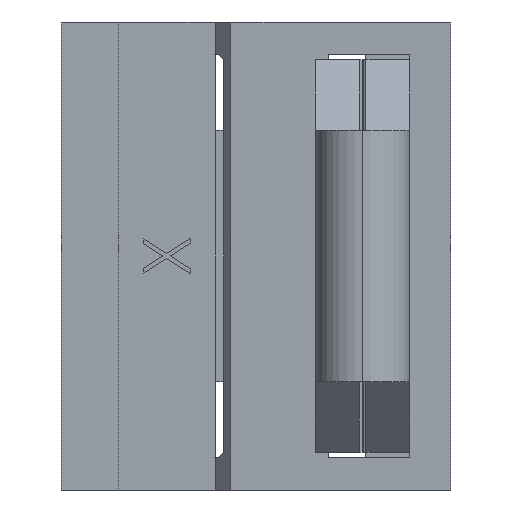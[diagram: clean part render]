
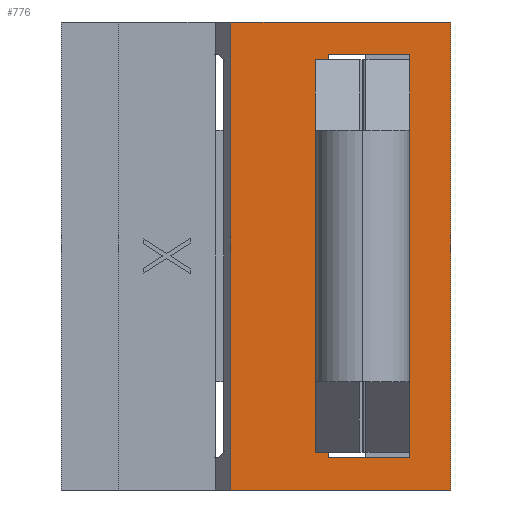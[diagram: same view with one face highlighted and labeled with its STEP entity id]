
A CAD part, left-side view. The second image highlights one B-rep face of the part: STEP entity #776.
In plain terms, the highlighted planar face has unit normal (-1, 0, 0).
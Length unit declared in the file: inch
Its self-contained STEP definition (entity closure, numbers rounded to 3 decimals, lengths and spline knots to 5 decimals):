
#8 = AXIS2_PLACEMENT_3D ( 'NONE', #2198, #2061, #2050 ) ;
#227 = EDGE_LOOP ( 'NONE', ( #3563, #1137, #542, #1203 ) ) ;
#235 = ORIENTED_EDGE ( 'NONE', *, *, #4485, .F. ) ;
#291 = LINE ( 'NONE', #5957, #3220 ) ;
#424 = VERTEX_POINT ( 'NONE', #4623 ) ;
#466 = CARTESIAN_POINT ( 'NONE',  ( 0., 0.14, 0.149 ) ) ;
#542 = ORIENTED_EDGE ( 'NONE', *, *, #3599, .T. ) ;
#613 = VERTEX_POINT ( 'NONE', #2413 ) ;
#625 = CARTESIAN_POINT ( 'NONE',  ( 0., 0.078, 0.128 ) ) ;
#776 = ADVANCED_FACE ( 'NONE', ( #872, #3668 ), #2390, .F. ) ;
#872 = FACE_OUTER_BOUND ( 'NONE', #227, .T. ) ;
#907 = EDGE_CURVE ( 'NONE', #2850, #5092, #291, .T. ) ;
#1099 = DIRECTION ( 'NONE',  ( 0., -1., 0. ) ) ;
#1137 = ORIENTED_EDGE ( 'NONE', *, *, #907, .F. ) ;
#1151 = VECTOR ( 'NONE', #1099, 39.37008 ) ;
#1184 = ORIENTED_EDGE ( 'NONE', *, *, #5471, .F. ) ;
#1203 = ORIENTED_EDGE ( 'NONE', *, *, #3463, .F. ) ;
#1281 = ORIENTED_EDGE ( 'NONE', *, *, #1323, .T. ) ;
#1301 = ORIENTED_EDGE ( 'NONE', *, *, #1738, .T. ) ;
#1323 = EDGE_CURVE ( 'NONE', #4035, #613, #2498, .T. ) ;
#1738 = EDGE_CURVE ( 'NONE', #5440, #4035, #5260, .T. ) ;
#1775 = CARTESIAN_POINT ( 'NONE',  ( 0., 0.14, -0.149 ) ) ;
#1782 = CARTESIAN_POINT ( 'NONE',  ( 0., 0., 0.149 ) ) ;
#1794 = DIRECTION ( 'NONE',  ( 0., 0., -1. ) ) ;
#2007 = VECTOR ( 'NONE', #2570, 39.37008 ) ;
#2027 = VECTOR ( 'NONE', #1794, 39.37008 ) ;
#2049 = VERTEX_POINT ( 'NONE', #6294 ) ;
#2050 = DIRECTION ( 'NONE',  ( 0., 0., -1. ) ) ;
#2061 = DIRECTION ( 'NONE',  ( 1., 0., 0. ) ) ;
#2198 = CARTESIAN_POINT ( 'NONE',  ( 0., 0.15, 0.149 ) ) ;
#2390 = PLANE ( 'NONE',  #8 ) ;
#2413 = CARTESIAN_POINT ( 'NONE',  ( 0., 0.026, 0.128 ) ) ;
#2498 = LINE ( 'NONE', #3450, #6069 ) ;
#2570 = DIRECTION ( 'NONE',  ( 0., -1., 0. ) ) ;
#2850 = VERTEX_POINT ( 'NONE', #1775 ) ;
#3220 = VECTOR ( 'NONE', #6253, 39.37008 ) ;
#3298 = DIRECTION ( 'NONE',  ( 0., -1., 0. ) ) ;
#3401 = DIRECTION ( 'NONE',  ( 0., 0., 1. ) ) ;
#3450 = CARTESIAN_POINT ( 'NONE',  ( 0., 0.078, 0.128 ) ) ;
#3463 = EDGE_CURVE ( 'NONE', #424, #5383, #5936, .T. ) ;
#3563 = ORIENTED_EDGE ( 'NONE', *, *, #4240, .F. ) ;
#3599 = EDGE_CURVE ( 'NONE', #2850, #5383, #3729, .T. ) ;
#3656 = VECTOR ( 'NONE', #3401, 39.37008 ) ;
#3668 = FACE_BOUND ( 'NONE', #3918, .T. ) ;
#3729 = LINE ( 'NONE', #4780, #6001 ) ;
#3794 = LINE ( 'NONE', #6124, #3656 ) ;
#3918 = EDGE_LOOP ( 'NONE', ( #1184, #1301, #1281, #235 ) ) ;
#4035 = VERTEX_POINT ( 'NONE', #625 ) ;
#4218 = VECTOR ( 'NONE', #4244, 39.37008 ) ;
#4240 = EDGE_CURVE ( 'NONE', #5092, #424, #5202, .T. ) ;
#4244 = DIRECTION ( 'NONE',  ( 0., 0., 1. ) ) ;
#4312 = CARTESIAN_POINT ( 'NONE',  ( 0., 0.078, -0.128 ) ) ;
#4376 = CARTESIAN_POINT ( 'NONE',  ( 0., 0., -0.149 ) ) ;
#4485 = EDGE_CURVE ( 'NONE', #2049, #613, #3794, .T. ) ;
#4623 = CARTESIAN_POINT ( 'NONE',  ( 0., 0., 0.149 ) ) ;
#4780 = CARTESIAN_POINT ( 'NONE',  ( 0., 0.15, -0.149 ) ) ;
#5092 = VERTEX_POINT ( 'NONE', #466 ) ;
#5202 = LINE ( 'NONE', #6374, #1151 ) ;
#5234 = DIRECTION ( 'NONE',  ( 0., -1., 0. ) ) ;
#5260 = LINE ( 'NONE', #4312, #4218 ) ;
#5320 = LINE ( 'NONE', #5357, #2007 ) ;
#5357 = CARTESIAN_POINT ( 'NONE',  ( 0., 0.078, -0.128 ) ) ;
#5383 = VERTEX_POINT ( 'NONE', #4376 ) ;
#5440 = VERTEX_POINT ( 'NONE', #6240 ) ;
#5471 = EDGE_CURVE ( 'NONE', #5440, #2049, #5320, .T. ) ;
#5936 = LINE ( 'NONE', #1782, #2027 ) ;
#5957 = CARTESIAN_POINT ( 'NONE',  ( 0., 0.14, -0.2 ) ) ;
#6001 = VECTOR ( 'NONE', #5234, 39.37008 ) ;
#6069 = VECTOR ( 'NONE', #3298, 39.37008 ) ;
#6124 = CARTESIAN_POINT ( 'NONE',  ( 0., 0.026, -0.128 ) ) ;
#6240 = CARTESIAN_POINT ( 'NONE',  ( 0., 0.078, -0.128 ) ) ;
#6253 = DIRECTION ( 'NONE',  ( 0., 0., 1. ) ) ;
#6294 = CARTESIAN_POINT ( 'NONE',  ( 0., 0.026, -0.128 ) ) ;
#6374 = CARTESIAN_POINT ( 'NONE',  ( 0., 0.15, 0.149 ) ) ;
